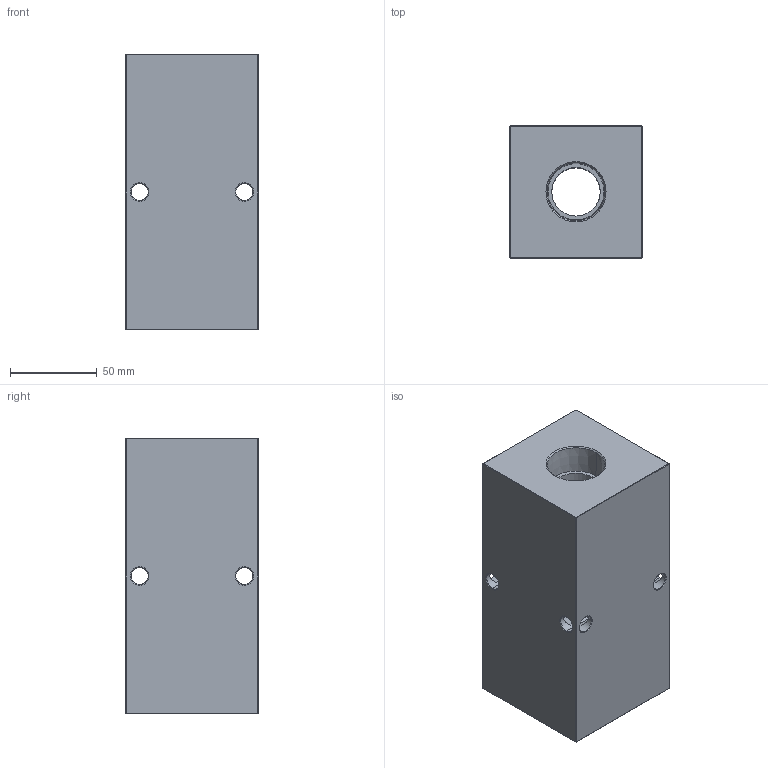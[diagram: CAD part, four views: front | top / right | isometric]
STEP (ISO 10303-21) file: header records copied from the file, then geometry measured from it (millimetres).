
FILE_DESCRIPTION (( 'STEP AP214' ), '1' );
FILE_NAME ('HM-2-0-P-16-8.STEP', '2019-07-13T13:58:18', ( '' ), ( '' ), 'SwSTEP 2.0', 'SolidWorks 2018', '' );
FILE_SCHEMA (( 'AUTOMOTIVE_DESIGN' ));
Length unit declared in the file: inch
Products named in the file (1): HM-2-0-P-16-8
Bounding box: 76.2 x 76.2 x 158.75 mm (x, y, z)
Volume: 780413.2 mm3; surface area: 82285.4 mm2
Topology: 1 solids, 1 shells, 487 faces, 1267 edges, 822 vertices
Faces by surface type: plane 238, bspline 191, cylinder 30, cone 28
Entity records: 30322 total; most frequent: CARTESIAN_POINT 13624, ORIENTED_EDGE 2534, DIRECTION 1507, EDGE_CURVE 1267, VERTEX_POINT 822, VECTOR 785, LINE 785, EDGE_LOOP 549
